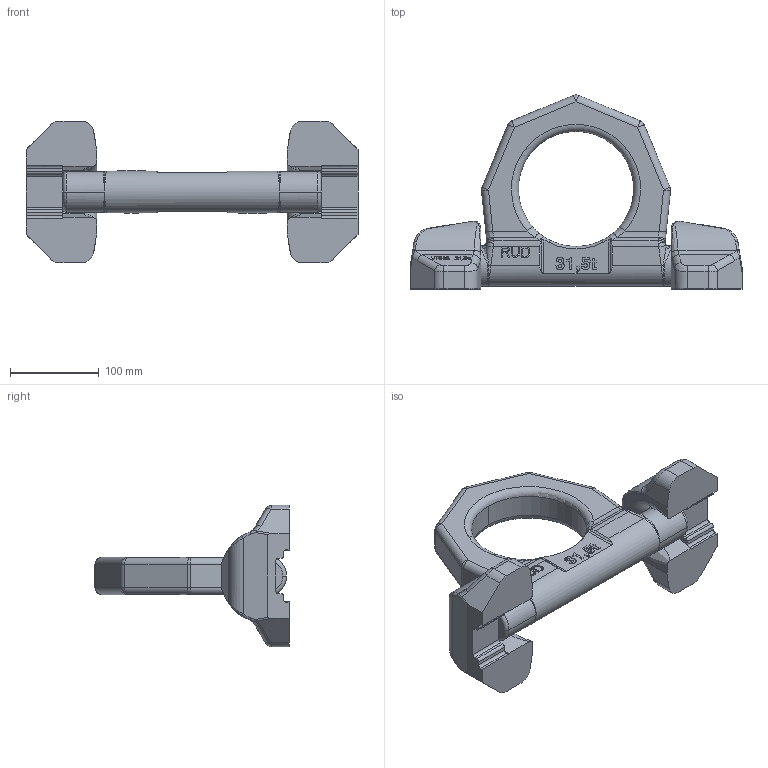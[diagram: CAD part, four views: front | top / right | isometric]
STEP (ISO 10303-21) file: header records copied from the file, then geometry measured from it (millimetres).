
FILE_DESCRIPTION((''),'2;1');
FILE_NAME('001-M06828-P-10_ASM','2019-02-22T',('anja.joas'),(''),'PRO/ENGINEER BY PARAMETRIC TECHNOLOGY CORPORATION, 2011490','PRO/ENGINEER BY PARAMETRIC TECHNOLOGY CORPORATION, 2011490','');
FILE_SCHEMA(('CONFIG_CONTROL_DESIGN'));
Length unit declared in the file: millimetre
Products named in the file (3): 001-M06480-P1; 001-M35244-P-1; 001-M06828-P-10_ASM
Assembly tree (3 placements, depth 2):
  001-M06828-P-10_ASM
    001-M06480-P1  x2
    001-M35244-P-1
Bounding box: 375 x 219.32 x 160 mm (x, y, z)
Volume: 2207142.6 mm3; surface area: 194927.5 mm2
Topology: 3 solids, 3 shells, 1206 faces, 3295 edges, 2139 vertices
Faces by surface type: plane 867, bspline 116, cylinder 107, extrusion 96, torus 10, sphere 10
Entity records: 30469 total; most frequent: CARTESIAN_POINT 9783, ORIENTED_EDGE 4644, DIRECTION 3592, EDGE_CURVE 2322, VECTOR 1846, LINE 1750, VERTEX_POINT 1503, EDGE_LOOP 889
